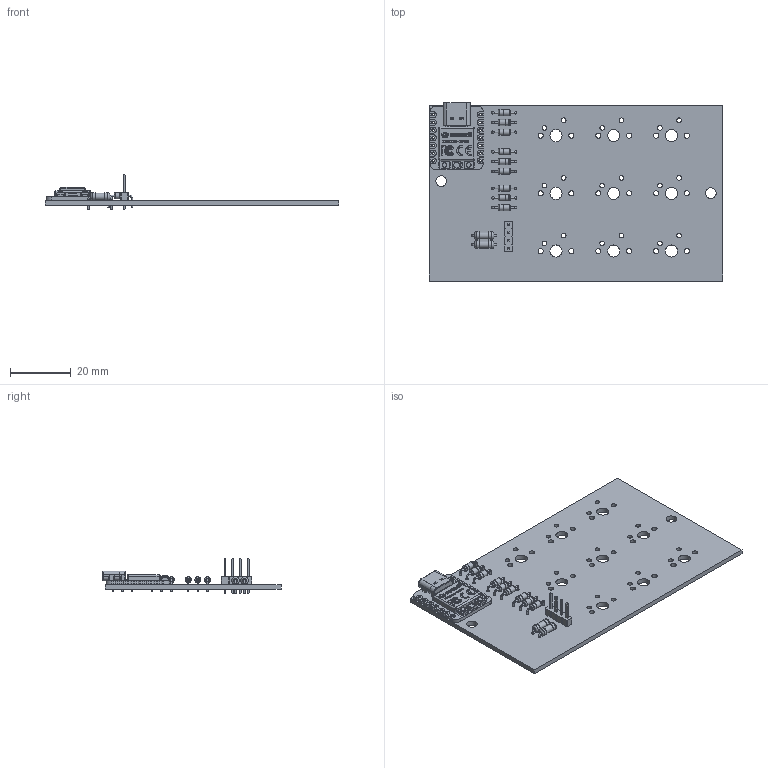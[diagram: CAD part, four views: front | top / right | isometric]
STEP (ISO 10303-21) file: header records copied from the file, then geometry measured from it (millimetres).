
FILE_DESCRIPTION(('KiCad electronic assembly'),'2;1');
FILE_NAME('Hackpad.step','2024-10-17T21:52:03',('Pcbnew'),('Kicad'), 'Open CASCADE STEP processor 7.6','KiCad to STEP converter','Unknown' );
FILE_SCHEMA(('AUTOMOTIVE_DESIGN { 1 0 10303 214 1 1 1 1 }'));
Length unit declared in the file: millimetre
Products named in the file (10): Hackpad 1; D_DO-35_SOD27_P7.62mm_Horizontal; R_Axial_DIN0207_L6.3mm_D2.5mm_P7.62mm_Horizontal; R_Axial_DIN0207_L63mm_D25mm_P762mm_Horizontal; PinHeader_1x04_P2.54mm_Vertical; PinHeader_1x04_P254mm_Vertical; Seeed Studio XIAO RP2040 v26; Hackpad_PCB
Assembly tree (18 placements, depth 3):
  Hackpad 1
    D_DO-35_SOD27_P7.62mm_Horizontal  x9
      D_DO-35_SOD27_P7.62mm_Horizontal
    R_Axial_DIN0207_L6.3mm_D2.5mm_P7.62mm_Horizontal  x2
      R_Axial_DIN0207_L63mm_D25mm_P762mm_Horizontal
    PinHeader_1x04_P2.54mm_Vertical
      PinHeader_1x04_P254mm_Vertical
    Seeed Studio XIAO RP2040 v26
      Seeed Studio XIAO RP2040 v26
    Hackpad_PCB
Bounding box: 97 x 58.77 x 11.54 mm (x, y, z)
Volume: 9733.5 mm3; surface area: 14868.5 mm2
Topology: 105 solids, 105 shells, 1604 faces, 3897 edges, 2528 vertices
Faces by surface type: plane 1011, cylinder 326, bspline 195, torus 56, sphere 10, cone 6
Full cylindrical faces by diameter (mm): 0.4 x1, 0.5 x29, 0.6 x4, 0.8 x36, 1 x18, 1.5 x2, 1.524 x18, 1.702 x18, 2 x19, 2.02 x9, 2.25 x2, 2.5 x4, 3.5 x2, 3.988 x9
Entity records: 46625 total; most frequent: CARTESIAN_POINT 10506, ORIENTED_EDGE 7348, DIRECTION 6430, EDGE_CURVE 3674, LINE 2704, VECTOR 2704, VERTEX_POINT 2402, AXIS2_PLACEMENT_3D 1863
